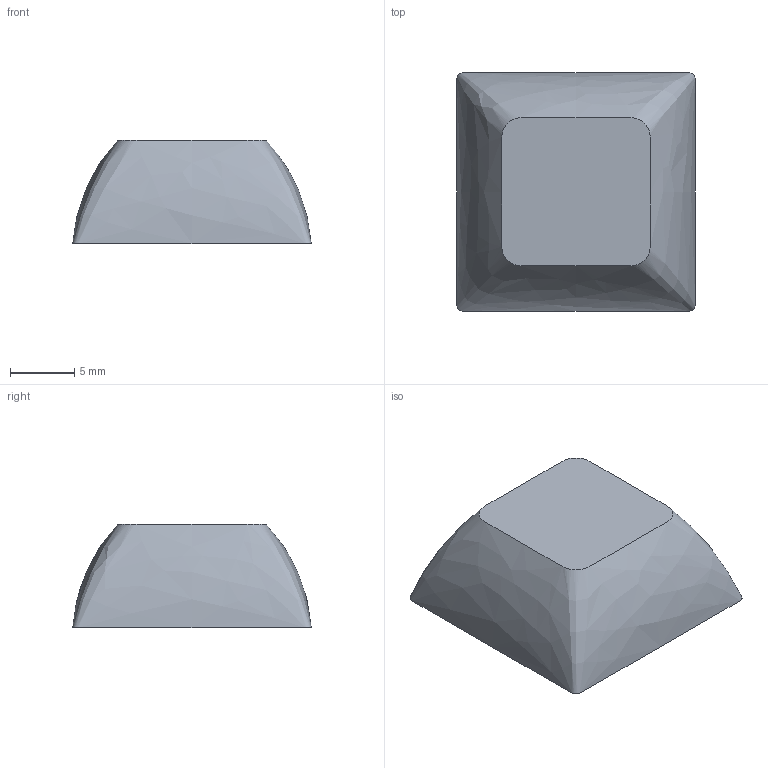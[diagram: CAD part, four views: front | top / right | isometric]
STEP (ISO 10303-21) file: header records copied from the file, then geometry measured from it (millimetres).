
FILE_DESCRIPTION( ( '' ), ' ' );
FILE_NAME( '5e39853ecedc8815aea951ff.step', '2020-02-04T14:52:48', ( '' ), ( '' ), ' ', ' ', ' ' );
FILE_SCHEMA( ( 'AUTOMOTIVE_DESIGN { 1 0 10303 214 1 1 1 1 }' ) );
Length unit declared in the file: metre
Products named in the file (1): Simplified DSA1u
Bounding box: 18.5 x 18.5 x 8 mm (x, y, z)
Volume: 2073.8 mm3; surface area: 1015 mm2
Topology: 1 solids, 1 shells, 3 faces, 25 edges, 24 vertices
Faces by surface type: plane 2, bspline 1
Entity records: 638 total; most frequent: CARTESIAN_POINT 451, ORIENTED_EDGE 48, EDGE_CURVE 24, VERTEX_POINT 24, B_SPLINE_CURVE_WITH_KNOTS 24, DIRECTION 6, FACE_OUTER_BOUND 4, EDGE_LOOP 4
